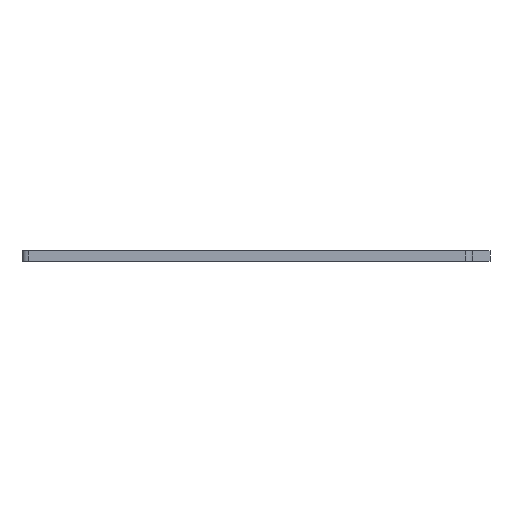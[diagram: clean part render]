
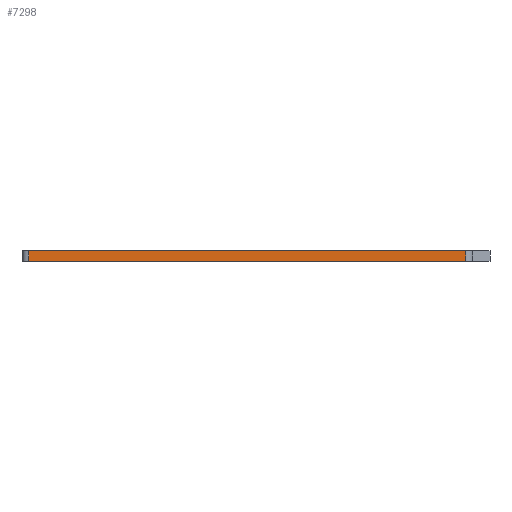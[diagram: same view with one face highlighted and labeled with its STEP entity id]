
A CAD part, front view. The second image highlights one B-rep face of the part: STEP entity #7298.
In plain terms, the highlighted planar face has unit normal (0, -1, 0).
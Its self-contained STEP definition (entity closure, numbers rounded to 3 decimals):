
#83 = PLANE('',#84);
#84 = AXIS2_PLACEMENT_3D('',#85,#86,#87);
#85 = CARTESIAN_POINT('',(147.734,-105.136,1.6));
#86 = DIRECTION('',(-0.,-0.,-1.));
#87 = DIRECTION('',(-1.,0.,0.));
#137 = PLANE('',#138);
#138 = AXIS2_PLACEMENT_3D('',#139,#140,#141);
#139 = CARTESIAN_POINT('',(147.734,-105.136,0.));
#140 = DIRECTION('',(-0.,-0.,-1.));
#141 = DIRECTION('',(-1.,0.,0.));
#452 = VERTEX_POINT('',#453);
#453 = CARTESIAN_POINT('',(179.251,-131.674,0.));
#472 = CYLINDRICAL_SURFACE('',#473,1.);
#473 = AXIS2_PLACEMENT_3D('',#474,#475,#476);
#474 = CARTESIAN_POINT('',(179.251,-130.674,0.));
#475 = DIRECTION('',(-0.,-0.,-1.));
#476 = DIRECTION('',(1.,0.,-0.));
#484 = EDGE_CURVE('',#452,#485,#487,.T.);
#485 = VERTEX_POINT('',#486);
#486 = CARTESIAN_POINT('',(115.211,-131.674,0.));
#487 = SURFACE_CURVE('',#488,(#492,#499),.PCURVE_S1.);
#488 = LINE('',#489,#490);
#489 = CARTESIAN_POINT('',(179.251,-131.674,0.));
#490 = VECTOR('',#491,1.);
#491 = DIRECTION('',(-1.,0.,0.));
#492 = PCURVE('',#137,#493);
#493 = DEFINITIONAL_REPRESENTATION('',(#494),#498);
#494 = LINE('',#495,#496);
#495 = CARTESIAN_POINT('',(-31.517,-26.538));
#496 = VECTOR('',#497,1.);
#497 = DIRECTION('',(1.,0.));
#498 = ( GEOMETRIC_REPRESENTATION_CONTEXT(2) 
PARAMETRIC_REPRESENTATION_CONTEXT() REPRESENTATION_CONTEXT('2D SPACE',''
  ) );
#499 = PCURVE('',#500,#505);
#500 = PLANE('',#501);
#501 = AXIS2_PLACEMENT_3D('',#502,#503,#504);
#502 = CARTESIAN_POINT('',(179.251,-131.674,0.));
#503 = DIRECTION('',(0.,-1.,0.));
#504 = DIRECTION('',(-1.,0.,0.));
#505 = DEFINITIONAL_REPRESENTATION('',(#506),#510);
#506 = LINE('',#507,#508);
#507 = CARTESIAN_POINT('',(0.,0.));
#508 = VECTOR('',#509,1.);
#509 = DIRECTION('',(1.,0.));
#510 = ( GEOMETRIC_REPRESENTATION_CONTEXT(2) 
PARAMETRIC_REPRESENTATION_CONTEXT() REPRESENTATION_CONTEXT('2D SPACE',''
  ) );
#533 = CYLINDRICAL_SURFACE('',#534,1.);
#534 = AXIS2_PLACEMENT_3D('',#535,#536,#537);
#535 = CARTESIAN_POINT('',(115.211,-130.674,0.));
#536 = DIRECTION('',(-0.,-0.,-1.));
#537 = DIRECTION('',(1.,0.,-0.));
#4039 = VERTEX_POINT('',#4040);
#4040 = CARTESIAN_POINT('',(179.251,-131.674,1.6));
#4066 = EDGE_CURVE('',#4039,#4067,#4069,.T.);
#4067 = VERTEX_POINT('',#4068);
#4068 = CARTESIAN_POINT('',(115.211,-131.674,1.6));
#4069 = SURFACE_CURVE('',#4070,(#4074,#4081),.PCURVE_S1.);
#4070 = LINE('',#4071,#4072);
#4071 = CARTESIAN_POINT('',(179.251,-131.674,1.6));
#4072 = VECTOR('',#4073,1.);
#4073 = DIRECTION('',(-1.,0.,0.));
#4074 = PCURVE('',#83,#4075);
#4075 = DEFINITIONAL_REPRESENTATION('',(#4076),#4080);
#4076 = LINE('',#4077,#4078);
#4077 = CARTESIAN_POINT('',(-31.517,-26.538));
#4078 = VECTOR('',#4079,1.);
#4079 = DIRECTION('',(1.,0.));
#4080 = ( GEOMETRIC_REPRESENTATION_CONTEXT(2) 
PARAMETRIC_REPRESENTATION_CONTEXT() REPRESENTATION_CONTEXT('2D SPACE',''
  ) );
#4081 = PCURVE('',#500,#4082);
#4082 = DEFINITIONAL_REPRESENTATION('',(#4083),#4087);
#4083 = LINE('',#4084,#4085);
#4084 = CARTESIAN_POINT('',(0.,-1.6));
#4085 = VECTOR('',#4086,1.);
#4086 = DIRECTION('',(1.,0.));
#4087 = ( GEOMETRIC_REPRESENTATION_CONTEXT(2) 
PARAMETRIC_REPRESENTATION_CONTEXT() REPRESENTATION_CONTEXT('2D SPACE',''
  ) );
#7250 = EDGE_CURVE('',#485,#4067,#7251,.T.);
#7251 = SURFACE_CURVE('',#7252,(#7256,#7263),.PCURVE_S1.);
#7252 = LINE('',#7253,#7254);
#7253 = CARTESIAN_POINT('',(115.211,-131.674,0.));
#7254 = VECTOR('',#7255,1.);
#7255 = DIRECTION('',(0.,0.,1.));
#7256 = PCURVE('',#533,#7257);
#7257 = DEFINITIONAL_REPRESENTATION('',(#7258),#7262);
#7258 = LINE('',#7259,#7260);
#7259 = CARTESIAN_POINT('',(-4.712,0.));
#7260 = VECTOR('',#7261,1.);
#7261 = DIRECTION('',(-0.,-1.));
#7262 = ( GEOMETRIC_REPRESENTATION_CONTEXT(2) 
PARAMETRIC_REPRESENTATION_CONTEXT() REPRESENTATION_CONTEXT('2D SPACE',''
  ) );
#7263 = PCURVE('',#500,#7264);
#7264 = DEFINITIONAL_REPRESENTATION('',(#7265),#7269);
#7265 = LINE('',#7266,#7267);
#7266 = CARTESIAN_POINT('',(64.04,0.));
#7267 = VECTOR('',#7268,1.);
#7268 = DIRECTION('',(0.,-1.));
#7269 = ( GEOMETRIC_REPRESENTATION_CONTEXT(2) 
PARAMETRIC_REPRESENTATION_CONTEXT() REPRESENTATION_CONTEXT('2D SPACE',''
  ) );
#7275 = EDGE_CURVE('',#452,#4039,#7276,.T.);
#7276 = SURFACE_CURVE('',#7277,(#7281,#7288),.PCURVE_S1.);
#7277 = LINE('',#7278,#7279);
#7278 = CARTESIAN_POINT('',(179.251,-131.674,0.));
#7279 = VECTOR('',#7280,1.);
#7280 = DIRECTION('',(0.,0.,1.));
#7281 = PCURVE('',#472,#7282);
#7282 = DEFINITIONAL_REPRESENTATION('',(#7283),#7287);
#7283 = LINE('',#7284,#7285);
#7284 = CARTESIAN_POINT('',(-4.712,0.));
#7285 = VECTOR('',#7286,1.);
#7286 = DIRECTION('',(-0.,-1.));
#7287 = ( GEOMETRIC_REPRESENTATION_CONTEXT(2) 
PARAMETRIC_REPRESENTATION_CONTEXT() REPRESENTATION_CONTEXT('2D SPACE',''
  ) );
#7288 = PCURVE('',#500,#7289);
#7289 = DEFINITIONAL_REPRESENTATION('',(#7290),#7294);
#7290 = LINE('',#7291,#7292);
#7291 = CARTESIAN_POINT('',(0.,0.));
#7292 = VECTOR('',#7293,1.);
#7293 = DIRECTION('',(0.,-1.));
#7294 = ( GEOMETRIC_REPRESENTATION_CONTEXT(2) 
PARAMETRIC_REPRESENTATION_CONTEXT() REPRESENTATION_CONTEXT('2D SPACE',''
  ) );
#7298 = ADVANCED_FACE('',(#7299),#500,.T.);
#7299 = FACE_BOUND('',#7300,.T.);
#7300 = EDGE_LOOP('',(#7301,#7302,#7303,#7304));
#7301 = ORIENTED_EDGE('',*,*,#7275,.T.);
#7302 = ORIENTED_EDGE('',*,*,#4066,.T.);
#7303 = ORIENTED_EDGE('',*,*,#7250,.F.);
#7304 = ORIENTED_EDGE('',*,*,#484,.F.);
